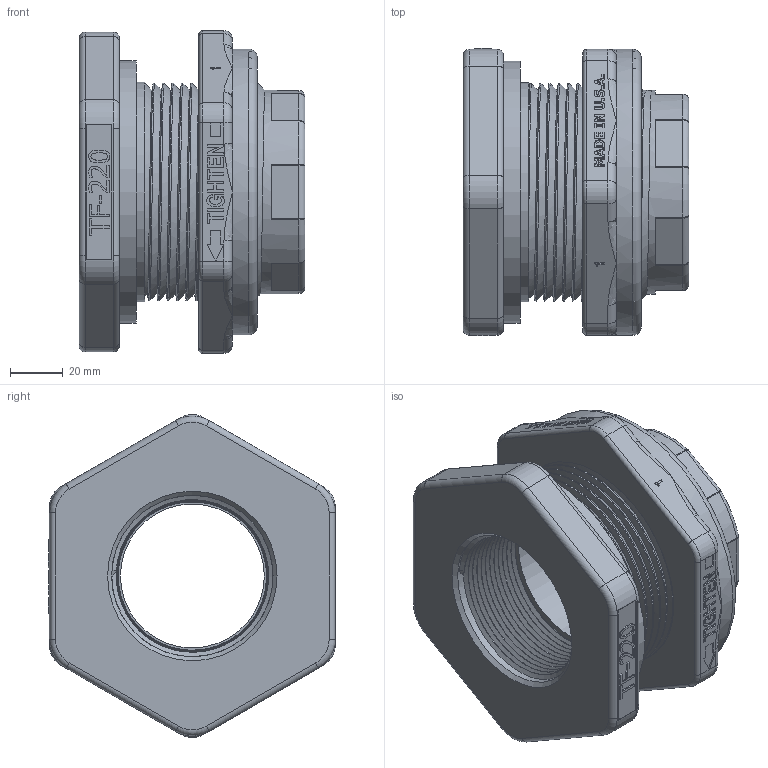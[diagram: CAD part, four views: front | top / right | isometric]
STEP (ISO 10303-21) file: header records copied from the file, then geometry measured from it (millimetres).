
FILE_DESCRIPTION(/* description */ (''),/* implementation_level */ '2;1');
FILE_NAME(/* name */ 'TF220.stp',/* time_stamp */ '2017-08-22T08:35:22-04:00',/* author */ ('areid'),/* organization */ (''),/* preprocessor_version */ 'ST-DEVELOPER v16.5',/* originating_system */ 'Autodesk Inventor 2017',/* authorisation */ '');
FILE_SCHEMA (('AUTOMOTIVE_DESIGN { 1 0 10303 214 3 1 1 }'));
Length unit declared in the file: inch
Products named in the file (5): TF220; TF221; TF223; TF223X; TF220G
Assembly tree (4 placements, depth 3):
  TF220
    TF221
    TF223
      TF223X
    TF220G
Bounding box: 85.34 x 108.71 x 121.95 mm (x, y, z)
Volume: 393733.6 mm3; surface area: 105899.8 mm2
Topology: 3 solids, 3 shells, 878 faces, 2317 edges, 1489 vertices
Faces by surface type: plane 507, bspline 221, cylinder 90, torus 31, cone 29
Full cylindrical faces by diameter (mm): 54.356 x1, 76.962 x13, 82.042 x1, 82.55 x6, 82.804 x1, 99.06 x1, 107.95 x1
Entity records: 36683 total; most frequent: CARTESIAN_POINT 17510, ORIENTED_EDGE 4302, DIRECTION 3188, EDGE_CURVE 2151, LINE 1494, VECTOR 1494, VERTEX_POINT 1403, EDGE_LOOP 922
